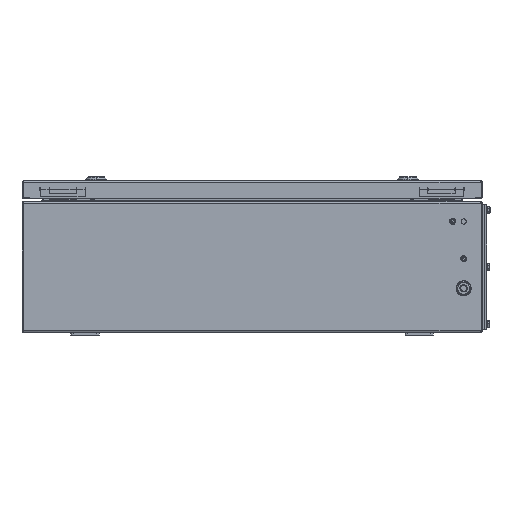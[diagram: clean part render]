
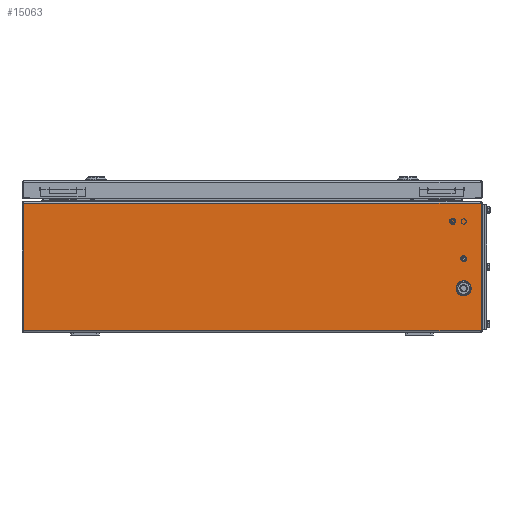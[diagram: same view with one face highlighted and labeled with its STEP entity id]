
A CAD part, left-side view. The second image highlights one B-rep face of the part: STEP entity #15063.
In plain terms, the highlighted planar face has unit normal (-1, 0, 0).
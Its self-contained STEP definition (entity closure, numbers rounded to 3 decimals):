
#121 = ORIENTED_EDGE ( 'NONE', *, *, #29466, .T. ) ;
#715 = VECTOR ( 'NONE', #26062, 1000. ) ;
#1094 = ORIENTED_EDGE ( 'NONE', *, *, #12043, .F. ) ;
#1772 = VERTEX_POINT ( 'NONE', #21051 ) ;
#3496 = LINE ( 'NONE', #7901, #23265 ) ;
#5076 = CARTESIAN_POINT ( 'NONE',  ( -225., 308.493, 174.3 ) ) ;
#5252 = CARTESIAN_POINT ( 'NONE',  ( -225., -308.493, 174.3 ) ) ;
#5708 = LINE ( 'NONE', #16263, #11976 ) ;
#5783 = CARTESIAN_POINT ( 'NONE',  ( -225., -3410., 177. ) ) ;
#7901 = CARTESIAN_POINT ( 'NONE',  ( -225., -308.493, 174.3 ) ) ;
#8960 = CARTESIAN_POINT ( 'NONE',  ( -225., -285., 54.45 ) ) ;
#9531 = VERTEX_POINT ( 'NONE', #8960 ) ;
#10593 = DIRECTION ( 'NONE',  ( 0., 1., 0. ) ) ;
#10837 = ORIENTED_EDGE ( 'NONE', *, *, #11738, .F. ) ;
#11167 = DIRECTION ( 'NONE',  ( 0., 0., 1. ) ) ;
#11738 = EDGE_CURVE ( 'NONE', #1772, #9531, #20455, .T. ) ;
#11976 = VECTOR ( 'NONE', #13534, 1000. ) ;
#12043 = EDGE_CURVE ( 'NONE', #17280, #26266, #5708, .T. ) ;
#12898 = ORIENTED_EDGE ( 'NONE', *, *, #15388, .F. ) ;
#13027 = DIRECTION ( 'NONE',  ( -1., 0., 0. ) ) ;
#13534 = DIRECTION ( 'NONE',  ( 0., 0., 1. ) ) ;
#14024 = CARTESIAN_POINT ( 'NONE',  ( -225., -308.493, 3. ) ) ;
#14256 = DIRECTION ( 'NONE',  ( 0., 0., -1. ) ) ;
#15063 = ADVANCED_FACE ( 'NONE', ( #17111, #22614 ), #27375, .F. ) ;
#15089 = DIRECTION ( 'NONE',  ( -1., 0., 0. ) ) ;
#15388 = EDGE_CURVE ( 'NONE', #26997, #17280, #29393, .T. ) ;
#15433 = AXIS2_PLACEMENT_3D ( 'NONE', #5783, #27139, #11167 ) ;
#16263 = CARTESIAN_POINT ( 'NONE',  ( -225., 308.493, 177. ) ) ;
#17111 = FACE_BOUND ( 'NONE', #22400, .T. ) ;
#17280 = VERTEX_POINT ( 'NONE', #31290 ) ;
#17475 = VECTOR ( 'NONE', #14256, 1000. ) ;
#18396 = VERTEX_POINT ( 'NONE', #5252 ) ;
#20455 = CIRCLE ( 'NONE', #28008, 5.55 ) ;
#20686 = ORIENTED_EDGE ( 'NONE', *, *, #27884, .F. ) ;
#21051 = CARTESIAN_POINT ( 'NONE',  ( -225., -285., 65.55 ) ) ;
#21441 = AXIS2_PLACEMENT_3D ( 'NONE', #29259, #13027, #31969 ) ;
#22400 = EDGE_LOOP ( 'NONE', ( #10837, #20686 ) ) ;
#22614 = FACE_OUTER_BOUND ( 'NONE', #26966, .T. ) ;
#23265 = VECTOR ( 'NONE', #10593, 1000. ) ;
#24718 = LINE ( 'NONE', #25086, #17475 ) ;
#25086 = CARTESIAN_POINT ( 'NONE',  ( -225., -308.493, 177. ) ) ;
#25550 = EDGE_CURVE ( 'NONE', #18396, #26997, #24718, .T. ) ;
#26062 = DIRECTION ( 'NONE',  ( 0., 1., 0. ) ) ;
#26266 = VERTEX_POINT ( 'NONE', #5076 ) ;
#26966 = EDGE_LOOP ( 'NONE', ( #121, #1094, #12898, #29033 ) ) ;
#26997 = VERTEX_POINT ( 'NONE', #14024 ) ;
#27139 = DIRECTION ( 'NONE',  ( 1., 0., 0. ) ) ;
#27375 = PLANE ( 'NONE',  #15433 ) ;
#27884 = EDGE_CURVE ( 'NONE', #9531, #1772, #32291, .T. ) ;
#28008 = AXIS2_PLACEMENT_3D ( 'NONE', #31321, #15089, #34057 ) ;
#29033 = ORIENTED_EDGE ( 'NONE', *, *, #25550, .F. ) ;
#29259 = CARTESIAN_POINT ( 'NONE',  ( -225., -285., 60. ) ) ;
#29393 = LINE ( 'NONE', #34105, #715 ) ;
#29466 = EDGE_CURVE ( 'NONE', #18396, #26266, #3496, .T. ) ;
#31290 = CARTESIAN_POINT ( 'NONE',  ( -225., 308.493, 3. ) ) ;
#31321 = CARTESIAN_POINT ( 'NONE',  ( -225., -285., 60. ) ) ;
#31969 = DIRECTION ( 'NONE',  ( 0., 0., 1. ) ) ;
#32291 = CIRCLE ( 'NONE', #21441, 5.55 ) ;
#34057 = DIRECTION ( 'NONE',  ( 0., 0., 1. ) ) ;
#34105 = CARTESIAN_POINT ( 'NONE',  ( -225., -3410., 3. ) ) ;
